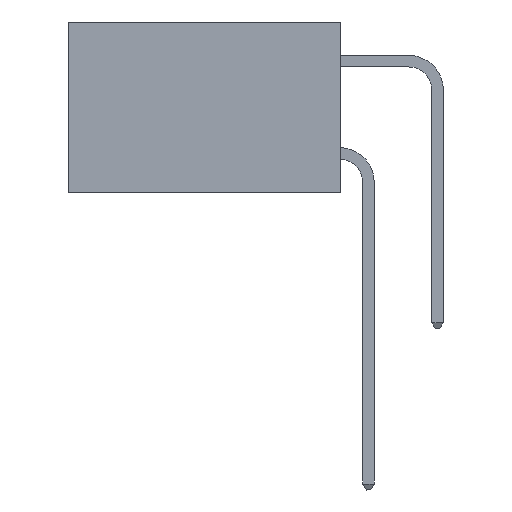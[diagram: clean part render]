
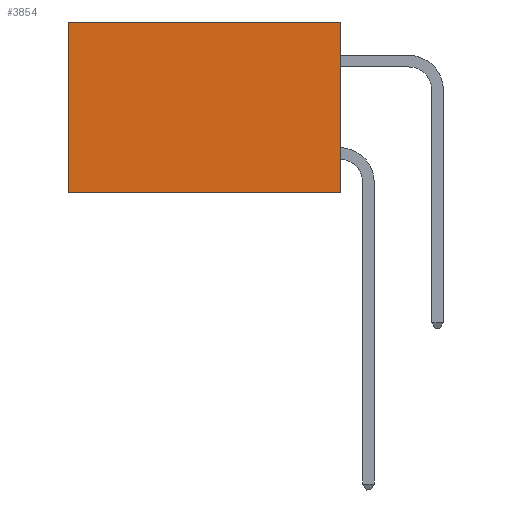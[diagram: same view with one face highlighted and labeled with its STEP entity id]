
A CAD part, left-side view. The second image highlights one B-rep face of the part: STEP entity #3854.
In plain terms, the highlighted planar face has unit normal (-1, 0, 0).
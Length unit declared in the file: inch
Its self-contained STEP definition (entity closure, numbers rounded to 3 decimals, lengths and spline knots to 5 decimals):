
#270 = DIRECTION ( 'NONE',  ( 0., 1., 0. ) ) ;
#690 = CARTESIAN_POINT ( 'NONE',  ( 0.277, 0.59, -0.37 ) ) ;
#771 = EDGE_CURVE ( 'NONE', #10138, #3660, #8558, .T. ) ;
#1167 = ORIENTED_EDGE ( 'NONE', *, *, #9584, .T. ) ;
#1561 = DIRECTION ( 'NONE',  ( 0., 0., -1. ) ) ;
#1565 = DIRECTION ( 'NONE',  ( 1., 0., 0. ) ) ;
#1575 = CARTESIAN_POINT ( 'NONE',  ( 0.277, 0., -0.37 ) ) ;
#1779 = PLANE ( 'NONE',  #3624 ) ;
#2550 = CARTESIAN_POINT ( 'NONE',  ( 0.277, 0., 0. ) ) ;
#2997 = VERTEX_POINT ( 'NONE', #9196 ) ;
#3482 = ORIENTED_EDGE ( 'NONE', *, *, #771, .F. ) ;
#3624 = AXIS2_PLACEMENT_3D ( 'NONE', #1575, #1565, #1561 ) ;
#3657 = LINE ( 'NONE', #4015, #5963 ) ;
#3660 = VERTEX_POINT ( 'NONE', #3977 ) ;
#3854 = ADVANCED_FACE ( 'NONE', ( #6527 ), #1779, .F. ) ;
#3977 = CARTESIAN_POINT ( 'NONE',  ( 0.277, 0., -0.37 ) ) ;
#4015 = CARTESIAN_POINT ( 'NONE',  ( 0.277, 0., -0.37 ) ) ;
#5236 = CARTESIAN_POINT ( 'NONE',  ( 0.277, 0., -0.37 ) ) ;
#5430 = LINE ( 'NONE', #690, #10224 ) ;
#5962 = VECTOR ( 'NONE', #11959, 39.37008 ) ;
#5963 = VECTOR ( 'NONE', #8877, 39.37008 ) ;
#6527 = FACE_OUTER_BOUND ( 'NONE', #11750, .T. ) ;
#6824 = VERTEX_POINT ( 'NONE', #12061 ) ;
#8271 = LINE ( 'NONE', #10869, #8568 ) ;
#8514 = DIRECTION ( 'NONE',  ( 0., 0., -1. ) ) ;
#8558 = LINE ( 'NONE', #5236, #5962 ) ;
#8568 = VECTOR ( 'NONE', #270, 39.37008 ) ;
#8877 = DIRECTION ( 'NONE',  ( 0., 1., 0. ) ) ;
#9196 = CARTESIAN_POINT ( 'NONE',  ( 0.277, 0.59, -0.37 ) ) ;
#9419 = ORIENTED_EDGE ( 'NONE', *, *, #11572, .F. ) ;
#9584 = EDGE_CURVE ( 'NONE', #6824, #2997, #5430, .T. ) ;
#10138 = VERTEX_POINT ( 'NONE', #2550 ) ;
#10224 = VECTOR ( 'NONE', #8514, 39.37008 ) ;
#10857 = ORIENTED_EDGE ( 'NONE', *, *, #11167, .T. ) ;
#10869 = CARTESIAN_POINT ( 'NONE',  ( 0.277, 0., 0. ) ) ;
#11167 = EDGE_CURVE ( 'NONE', #10138, #6824, #8271, .T. ) ;
#11572 = EDGE_CURVE ( 'NONE', #3660, #2997, #3657, .T. ) ;
#11750 = EDGE_LOOP ( 'NONE', ( #1167, #9419, #3482, #10857 ) ) ;
#11959 = DIRECTION ( 'NONE',  ( 0., 0., -1. ) ) ;
#12061 = CARTESIAN_POINT ( 'NONE',  ( 0.277, 0.59, 0. ) ) ;
